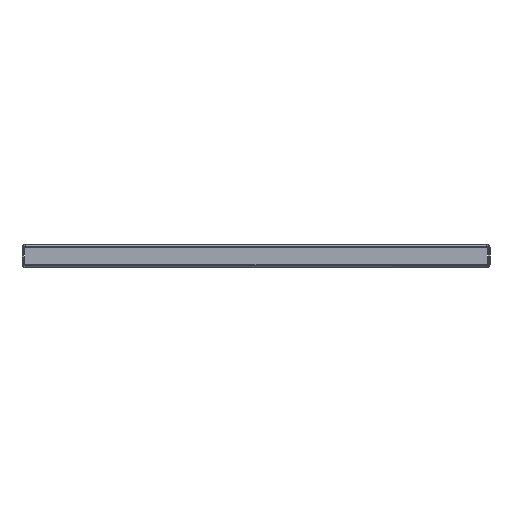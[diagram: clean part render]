
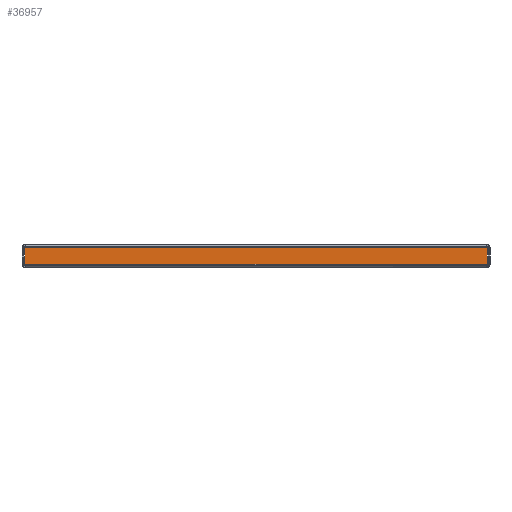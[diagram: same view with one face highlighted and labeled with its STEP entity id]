
A CAD part, left-side view. The second image highlights one B-rep face of the part: STEP entity #36957.
In plain terms, the highlighted planar face has unit normal (-1, 0, 0).
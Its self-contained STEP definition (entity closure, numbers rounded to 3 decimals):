
#35795=CARTESIAN_POINT('',(0.,2.561,-17.5));
#35796=VERTEX_POINT('',#35795);
#35810=CARTESIAN_POINT('',(0.,447.439,-17.5));
#35811=VERTEX_POINT('',#35810);
#35812=CARTESIAN_POINT('',(0.,447.439,-17.5));
#35813=DIRECTION('',(0.0,-1.0,0.0));
#35814=VECTOR('',#35813,444.879);
#35815=LINE('',#35812,#35814);
#35816=EDGE_CURVE('',#35811,#35796,#35815,.T.);
#36911=CARTESIAN_POINT('',(0.,225.0,-9.307));
#36912=DIRECTION('',(-1.0,0.0,0.0));
#36913=DIRECTION('',(0.0,0.0,1.0));
#36914=AXIS2_PLACEMENT_3D('',#36911,#36912,#36913);
#36915=PLANE('',#36914);
#36916=ORIENTED_EDGE('',*,*,#35816,.T.);
#36917=CARTESIAN_POINT('',(0.,2.561,-1.5));
#36918=VERTEX_POINT('',#36917);
#36919=CARTESIAN_POINT('',(0.,2.561,-1.5));
#36920=DIRECTION('',(0.0,0.0,-1.0));
#36921=VECTOR('',#36920,16.);
#36922=LINE('',#36919,#36921);
#36923=EDGE_CURVE('',#36918,#35796,#36922,.T.);
#36924=ORIENTED_EDGE('',*,*,#36923,.F.);
#36925=CARTESIAN_POINT('',(0.,3.,-1.5));
#36926=VERTEX_POINT('',#36925);
#36927=CARTESIAN_POINT('',(0.,3.,-1.5));
#36928=DIRECTION('',(0.0,-1.0,0.0));
#36929=VECTOR('',#36928,0.439);
#36930=LINE('',#36927,#36929);
#36931=EDGE_CURVE('',#36926,#36918,#36930,.T.);
#36932=ORIENTED_EDGE('',*,*,#36931,.F.);
#36933=CARTESIAN_POINT('',(0.,447.0,-1.5));
#36934=VERTEX_POINT('',#36933);
#36935=CARTESIAN_POINT('',(0.,3.0,-1.5));
#36936=DIRECTION('',(0.0,1.0,0.0));
#36937=VECTOR('',#36936,444.0);
#36938=LINE('',#36935,#36937);
#36939=EDGE_CURVE('',#36926,#36934,#36938,.T.);
#36940=ORIENTED_EDGE('',*,*,#36939,.T.);
#36941=CARTESIAN_POINT('',(0.,447.439,-1.5));
#36942=VERTEX_POINT('',#36941);
#36943=CARTESIAN_POINT('',(0.,447.439,-1.5));
#36944=DIRECTION('',(0.0,-1.0,0.0));
#36945=VECTOR('',#36944,0.439);
#36946=LINE('',#36943,#36945);
#36947=EDGE_CURVE('',#36942,#36934,#36946,.T.);
#36948=ORIENTED_EDGE('',*,*,#36947,.F.);
#36949=CARTESIAN_POINT('',(0.,447.439,-17.5));
#36950=DIRECTION('',(0.0,0.0,1.0));
#36951=VECTOR('',#36950,16.);
#36952=LINE('',#36949,#36951);
#36953=EDGE_CURVE('',#35811,#36942,#36952,.T.);
#36954=ORIENTED_EDGE('',*,*,#36953,.F.);
#36955=EDGE_LOOP('',(#36916,#36924,#36932,#36940,#36948,#36954));
#36956=FACE_OUTER_BOUND('',#36955,.T.);
#36957=ADVANCED_FACE('',(#36956),#36915,.T.);
